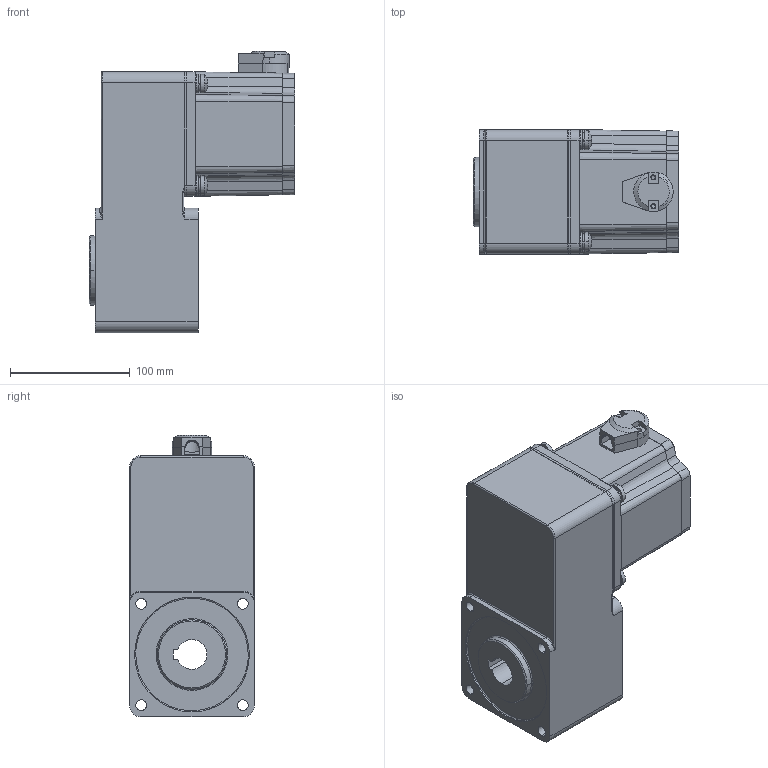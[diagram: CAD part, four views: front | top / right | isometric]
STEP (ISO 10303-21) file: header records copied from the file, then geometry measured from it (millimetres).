
FILE_DESCRIPTION (( 'STEP AP203' ), '1' );
FILE_NAME ('104L型三维图纸.STEP', '2019-03-13T08:09:01', ( 'china' ), ( 'china' ), 'SwSTEP 2.0', 'SolidWorks 2013', '' );
FILE_SCHEMA (( 'CONFIG_CONTROL_DESIGN' ));
Length unit declared in the file: millimetre
Products named in the file (18): ____11; PRODUCT_3308; ____10; ____4; wx; ____7; NONE; ____2; PRT0001; ____13; ____5; 104L型三维图纸; ____12; PRODUCT_3325; ____3; PRT0002; ____6; ____8
Assembly tree (17 placements, depth 2):
  104L型三维图纸
    ____10
    ____13
    ____6
    ____7
    ____12
    ____11
    ____2
    ____3
    ____4
    ____5
    ____8
    NONE
    PRODUCT_3325
    PRODUCT_3308
    PRT0001
    PRT0002
    wx
Bounding box: 171.8 x 104 x 235.15 mm (x, y, z)
Volume: 1981957.1 mm3; surface area: 241442.9 mm2
Topology: 17 solids, 17 shells, 638 faces, 1635 edges, 1060 vertices
Faces by surface type: plane 267, cylinder 231, cone 64, bspline 48, torus 28
Entity records: 25873 total; most frequent: CARTESIAN_POINT 8733, ORIENTED_EDGE 3270, DIRECTION 3102, EDGE_CURVE 1635, AXIS2_PLACEMENT_3D 1161, VERTEX_POINT 1060, LINE 780, VECTOR 780
